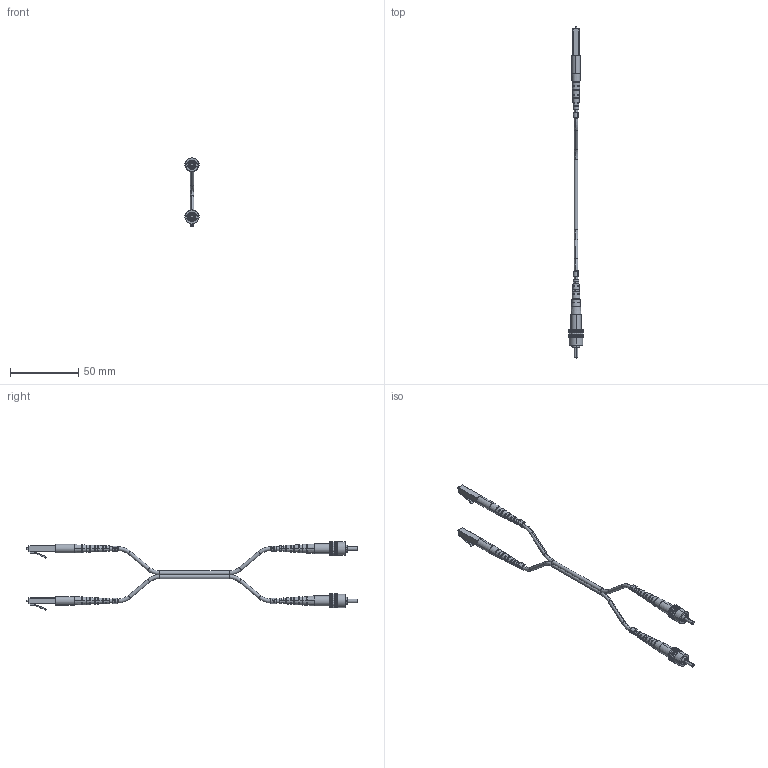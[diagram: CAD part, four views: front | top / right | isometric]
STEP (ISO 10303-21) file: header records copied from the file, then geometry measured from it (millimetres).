
FILE_DESCRIPTION (( 'STEP AP203' ), '1' );
FILE_NAME ('FODST50-LC.STEP', '2006-06-23T19:36:28', ( 'lcom' ), ( 'lcom' ), 'SwSTEP 2.0', 'SolidWorks 2006004', '' );
FILE_SCHEMA (( 'CONFIG_CONTROL_DESIGN' ));
Length unit declared in the file: inch
Products named in the file (11): FOC-001BA-PROD-MA2; CONN-LC3-220-3-MA2; LBL-C3P-B; FODST50-LC; FOC-001BA-PROD-MA3; FOC-001BA-PROD-MA1; FOC-001BA; LBL-C3P-A; CONN-LC3-220-3; CONN-LC3-220-3-MA1_WITHOU BACK CLIP; 1AL06-002
Assembly tree (14 placements, depth 3):
  FODST50-LC
    LBL-C3P-A  x2
    1AL06-002
    LBL-C3P-B  x2
    FOC-001BA  x2
      FOC-001BA-PROD-MA3
      FOC-001BA-PROD-MA1
      FOC-001BA-PROD-MA2
    CONN-LC3-220-3  x2
      CONN-LC3-220-3-MA1_WITHOU BACK CLIP
      CONN-LC3-220-3-MA2
Bounding box: 10.3 x 243.24 x 50.4 mm (x, y, z)
Volume: 6561.4 mm3; surface area: 12885.7 mm2
Topology: 15 solids, 15 shells, 805 faces, 2265 edges, 1466 vertices
Faces by surface type: plane 572, cylinder 123, cone 60, torus 24, bspline 18, sphere 8
Entity records: 16123 total; most frequent: CARTESIAN_POINT 3904, ORIENTED_EDGE 2336, DIRECTION 2253, EDGE_CURVE 1168, AXIS2_PLACEMENT_3D 796, VERTEX_POINT 754, VECTOR 661, LINE 661
